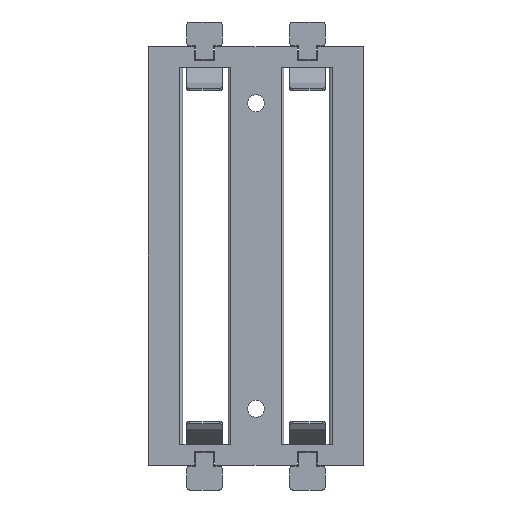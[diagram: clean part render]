
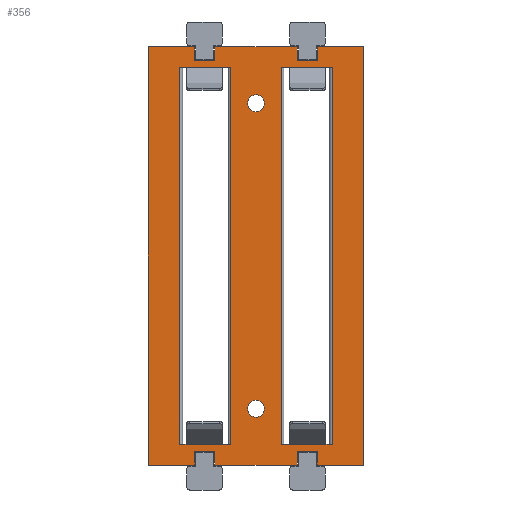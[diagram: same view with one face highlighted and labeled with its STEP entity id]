
A CAD part, front view. The second image highlights one B-rep face of the part: STEP entity #356.
In plain terms, the highlighted planar face has unit normal (0, -1, 0).
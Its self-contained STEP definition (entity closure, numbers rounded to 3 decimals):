
#99=CARTESIAN_POINT('',(0.,-9.65,3.8));
#100=DIRECTION('',(0.,1.,0.));
#101=DIRECTION('',(0.,0.,1.));
#102=AXIS2_PLACEMENT_3D('',#99,#100,#101);
#103=PLANE('',#102);
#104=CARTESIAN_POINT('',(-19.9,-9.65,77.2));
#105=VERTEX_POINT('',#104);
#106=CARTESIAN_POINT('',(-11.35,-9.65,77.2));
#107=VERTEX_POINT('',#106);
#108=CARTESIAN_POINT('',(-19.9,-9.65,77.2));
#109=DIRECTION('',(1.,0.,-0.));
#110=VECTOR('',#109,8.55);
#111=LINE('',#108,#110);
#112=EDGE_CURVE('',#105,#107,#111,.T.);
#113=ORIENTED_EDGE('',*,*,#112,.F.);
#114=CARTESIAN_POINT('',(-19.9,-9.65,0.));
#115=VERTEX_POINT('',#114);
#116=CARTESIAN_POINT('',(-19.9,-9.65,77.2));
#117=DIRECTION('',(0.,0.,-1.));
#118=VECTOR('',#117,77.2);
#119=LINE('',#116,#118);
#120=EDGE_CURVE('',#105,#115,#119,.T.);
#121=ORIENTED_EDGE('',*,*,#120,.T.);
#122=CARTESIAN_POINT('',(-11.35,-9.65,0.));
#123=VERTEX_POINT('',#122);
#124=CARTESIAN_POINT('',(-19.9,-9.65,0.));
#125=DIRECTION('',(1.,0.,-0.));
#126=VECTOR('',#125,8.55);
#127=LINE('',#124,#126);
#128=EDGE_CURVE('',#115,#123,#127,.T.);
#129=ORIENTED_EDGE('',*,*,#128,.T.);
#130=CARTESIAN_POINT('',(-11.35,-9.65,2.5));
#131=VERTEX_POINT('',#130);
#132=CARTESIAN_POINT('',(-11.35,-9.65,2.5));
#133=DIRECTION('',(0.,0.,-1.));
#134=VECTOR('',#133,2.5);
#135=LINE('',#132,#134);
#136=EDGE_CURVE('',#131,#123,#135,.T.);
#137=ORIENTED_EDGE('',*,*,#136,.F.);
#138=CARTESIAN_POINT('',(-7.65,-9.65,2.5));
#139=VERTEX_POINT('',#138);
#140=CARTESIAN_POINT('',(-7.65,-9.65,2.5));
#141=DIRECTION('',(-1.,0.,0.));
#142=VECTOR('',#141,3.7);
#143=LINE('',#140,#142);
#144=EDGE_CURVE('',#139,#131,#143,.T.);
#145=ORIENTED_EDGE('',*,*,#144,.F.);
#146=CARTESIAN_POINT('',(-7.65,-9.65,0.));
#147=VERTEX_POINT('',#146);
#148=CARTESIAN_POINT('',(-7.65,-9.65,2.5));
#149=DIRECTION('',(0.,0.,-1.));
#150=VECTOR('',#149,2.5);
#151=LINE('',#148,#150);
#152=EDGE_CURVE('',#139,#147,#151,.T.);
#153=ORIENTED_EDGE('',*,*,#152,.T.);
#154=CARTESIAN_POINT('',(7.65,-9.65,0.));
#155=VERTEX_POINT('',#154);
#156=CARTESIAN_POINT('',(-7.65,-9.65,0.));
#157=DIRECTION('',(1.,0.,-0.));
#158=VECTOR('',#157,15.3);
#159=LINE('',#156,#158);
#160=EDGE_CURVE('',#147,#155,#159,.T.);
#161=ORIENTED_EDGE('',*,*,#160,.T.);
#162=CARTESIAN_POINT('',(7.65,-9.65,2.5));
#163=VERTEX_POINT('',#162);
#164=CARTESIAN_POINT('',(7.65,-9.65,2.5));
#165=DIRECTION('',(0.,0.,-1.));
#166=VECTOR('',#165,2.5);
#167=LINE('',#164,#166);
#168=EDGE_CURVE('',#163,#155,#167,.T.);
#169=ORIENTED_EDGE('',*,*,#168,.F.);
#170=CARTESIAN_POINT('',(11.35,-9.65,2.5));
#171=VERTEX_POINT('',#170);
#172=CARTESIAN_POINT('',(11.35,-9.65,2.5));
#173=DIRECTION('',(-1.,0.,0.));
#174=VECTOR('',#173,3.7);
#175=LINE('',#172,#174);
#176=EDGE_CURVE('',#171,#163,#175,.T.);
#177=ORIENTED_EDGE('',*,*,#176,.F.);
#178=CARTESIAN_POINT('',(11.35,-9.65,0.));
#179=VERTEX_POINT('',#178);
#180=CARTESIAN_POINT('',(11.35,-9.65,2.5));
#181=DIRECTION('',(0.,0.,-1.));
#182=VECTOR('',#181,2.5);
#183=LINE('',#180,#182);
#184=EDGE_CURVE('',#171,#179,#183,.T.);
#185=ORIENTED_EDGE('',*,*,#184,.T.);
#186=CARTESIAN_POINT('',(19.9,-9.65,0.));
#187=VERTEX_POINT('',#186);
#188=CARTESIAN_POINT('',(11.35,-9.65,0.));
#189=DIRECTION('',(1.,0.,-0.));
#190=VECTOR('',#189,8.55);
#191=LINE('',#188,#190);
#192=EDGE_CURVE('',#179,#187,#191,.T.);
#193=ORIENTED_EDGE('',*,*,#192,.T.);
#194=CARTESIAN_POINT('',(19.9,-9.65,77.2));
#195=VERTEX_POINT('',#194);
#196=CARTESIAN_POINT('',(19.9,-9.65,77.2));
#197=DIRECTION('',(0.,0.,-1.));
#198=VECTOR('',#197,77.2);
#199=LINE('',#196,#198);
#200=EDGE_CURVE('',#195,#187,#199,.T.);
#201=ORIENTED_EDGE('',*,*,#200,.F.);
#202=CARTESIAN_POINT('',(11.35,-9.65,77.2));
#203=VERTEX_POINT('',#202);
#204=CARTESIAN_POINT('',(11.35,-9.65,77.2));
#205=DIRECTION('',(1.,0.,-0.));
#206=VECTOR('',#205,8.55);
#207=LINE('',#204,#206);
#208=EDGE_CURVE('',#203,#195,#207,.T.);
#209=ORIENTED_EDGE('',*,*,#208,.F.);
#210=CARTESIAN_POINT('',(11.35,-9.65,74.7));
#211=VERTEX_POINT('',#210);
#212=CARTESIAN_POINT('',(11.35,-9.65,74.7));
#213=DIRECTION('',(0.,0.,1.));
#214=VECTOR('',#213,2.5);
#215=LINE('',#212,#214);
#216=EDGE_CURVE('',#211,#203,#215,.T.);
#217=ORIENTED_EDGE('',*,*,#216,.F.);
#218=CARTESIAN_POINT('',(7.65,-9.65,74.7));
#219=VERTEX_POINT('',#218);
#220=CARTESIAN_POINT('',(11.35,-9.65,74.7));
#221=DIRECTION('',(-1.,0.,0.));
#222=VECTOR('',#221,3.7);
#223=LINE('',#220,#222);
#224=EDGE_CURVE('',#211,#219,#223,.T.);
#225=ORIENTED_EDGE('',*,*,#224,.T.);
#226=CARTESIAN_POINT('',(7.65,-9.65,77.2));
#227=VERTEX_POINT('',#226);
#228=CARTESIAN_POINT('',(7.65,-9.65,74.7));
#229=DIRECTION('',(0.,0.,1.));
#230=VECTOR('',#229,2.5);
#231=LINE('',#228,#230);
#232=EDGE_CURVE('',#219,#227,#231,.T.);
#233=ORIENTED_EDGE('',*,*,#232,.T.);
#234=CARTESIAN_POINT('',(-7.65,-9.65,77.2));
#235=VERTEX_POINT('',#234);
#236=CARTESIAN_POINT('',(-7.65,-9.65,77.2));
#237=DIRECTION('',(1.,0.,-0.));
#238=VECTOR('',#237,15.3);
#239=LINE('',#236,#238);
#240=EDGE_CURVE('',#235,#227,#239,.T.);
#241=ORIENTED_EDGE('',*,*,#240,.F.);
#242=CARTESIAN_POINT('',(-7.65,-9.65,74.7));
#243=VERTEX_POINT('',#242);
#244=CARTESIAN_POINT('',(-7.65,-9.65,74.7));
#245=DIRECTION('',(0.,0.,1.));
#246=VECTOR('',#245,2.5);
#247=LINE('',#244,#246);
#248=EDGE_CURVE('',#243,#235,#247,.T.);
#249=ORIENTED_EDGE('',*,*,#248,.F.);
#250=CARTESIAN_POINT('',(-11.35,-9.65,74.7));
#251=VERTEX_POINT('',#250);
#252=CARTESIAN_POINT('',(-7.65,-9.65,74.7));
#253=DIRECTION('',(-1.,0.,0.));
#254=VECTOR('',#253,3.7);
#255=LINE('',#252,#254);
#256=EDGE_CURVE('',#243,#251,#255,.T.);
#257=ORIENTED_EDGE('',*,*,#256,.T.);
#258=CARTESIAN_POINT('',(-11.35,-9.65,74.7));
#259=DIRECTION('',(0.,0.,1.));
#260=VECTOR('',#259,2.5);
#261=LINE('',#258,#260);
#262=EDGE_CURVE('',#251,#107,#261,.T.);
#263=ORIENTED_EDGE('',*,*,#262,.T.);
#264=EDGE_LOOP('',(#113,#121,#129,#137,#145,#153,#161,#169,#177,#185,#193,#201,#209,#217,#225,#233,#241,#249,#257,#263));
#265=FACE_BOUND('',#264,.T.);
#266=CARTESIAN_POINT('',(-4.65,-9.65,73.4));
#267=VERTEX_POINT('',#266);
#268=CARTESIAN_POINT('',(-14.05,-9.65,73.4));
#269=VERTEX_POINT('',#268);
#270=CARTESIAN_POINT('',(-4.65,-9.65,73.4));
#271=DIRECTION('',(-1.,0.,0.));
#272=VECTOR('',#271,9.4);
#273=LINE('',#270,#272);
#274=EDGE_CURVE('',#267,#269,#273,.T.);
#275=ORIENTED_EDGE('',*,*,#274,.F.);
#276=CARTESIAN_POINT('',(-4.65,-9.65,3.8));
#277=VERTEX_POINT('',#276);
#278=CARTESIAN_POINT('',(-4.65,-9.65,73.4));
#279=DIRECTION('',(-0.,-0.,-1.));
#280=VECTOR('',#279,69.6);
#281=LINE('',#278,#280);
#282=EDGE_CURVE('',#267,#277,#281,.T.);
#283=ORIENTED_EDGE('',*,*,#282,.T.);
#284=CARTESIAN_POINT('',(-14.05,-9.65,3.8));
#285=VERTEX_POINT('',#284);
#286=CARTESIAN_POINT('',(-4.65,-9.65,3.8));
#287=DIRECTION('',(-1.,0.,0.));
#288=VECTOR('',#287,9.4);
#289=LINE('',#286,#288);
#290=EDGE_CURVE('',#277,#285,#289,.T.);
#291=ORIENTED_EDGE('',*,*,#290,.T.);
#292=CARTESIAN_POINT('',(-14.05,-9.65,3.8));
#293=DIRECTION('',(0.,0.,1.));
#294=VECTOR('',#293,69.6);
#295=LINE('',#292,#294);
#296=EDGE_CURVE('',#285,#269,#295,.T.);
#297=ORIENTED_EDGE('',*,*,#296,.T.);
#298=EDGE_LOOP('',(#275,#283,#291,#297));
#299=FACE_BOUND('',#298,.T.);
#300=CARTESIAN_POINT('',(-1.55,-9.65,10.4));
#301=VERTEX_POINT('',#300);
#302=CARTESIAN_POINT('',(-0.,-9.65,10.4));
#303=DIRECTION('',(-0.,1.,0.));
#304=DIRECTION('',(-1.,-0.,0.));
#305=AXIS2_PLACEMENT_3D('',#302,#303,#304);
#306=CIRCLE('',#305,1.55);
#307=EDGE_CURVE('',#301,#301,#306,.T.);
#308=ORIENTED_EDGE('',*,*,#307,.T.);
#309=EDGE_LOOP('',(#308));
#310=FACE_BOUND('',#309,.T.);
#311=CARTESIAN_POINT('',(14.05,-9.65,3.8));
#312=VERTEX_POINT('',#311);
#313=CARTESIAN_POINT('',(4.65,-9.65,3.8));
#314=VERTEX_POINT('',#313);
#315=CARTESIAN_POINT('',(14.05,-9.65,3.8));
#316=DIRECTION('',(-1.,0.,0.));
#317=VECTOR('',#316,9.4);
#318=LINE('',#315,#317);
#319=EDGE_CURVE('',#312,#314,#318,.T.);
#320=ORIENTED_EDGE('',*,*,#319,.T.);
#321=CARTESIAN_POINT('',(4.65,-9.65,73.4));
#322=VERTEX_POINT('',#321);
#323=CARTESIAN_POINT('',(4.65,-9.65,3.8));
#324=DIRECTION('',(0.,0.,1.));
#325=VECTOR('',#324,69.6);
#326=LINE('',#323,#325);
#327=EDGE_CURVE('',#314,#322,#326,.T.);
#328=ORIENTED_EDGE('',*,*,#327,.T.);
#329=CARTESIAN_POINT('',(14.05,-9.65,73.4));
#330=VERTEX_POINT('',#329);
#331=CARTESIAN_POINT('',(14.05,-9.65,73.4));
#332=DIRECTION('',(-1.,0.,0.));
#333=VECTOR('',#332,9.4);
#334=LINE('',#331,#333);
#335=EDGE_CURVE('',#330,#322,#334,.T.);
#336=ORIENTED_EDGE('',*,*,#335,.F.);
#337=CARTESIAN_POINT('',(14.05,-9.65,73.4));
#338=DIRECTION('',(-0.,-0.,-1.));
#339=VECTOR('',#338,69.6);
#340=LINE('',#337,#339);
#341=EDGE_CURVE('',#330,#312,#340,.T.);
#342=ORIENTED_EDGE('',*,*,#341,.T.);
#343=EDGE_LOOP('',(#320,#328,#336,#342));
#344=FACE_BOUND('',#343,.T.);
#345=CARTESIAN_POINT('',(-1.55,-9.65,66.8));
#346=VERTEX_POINT('',#345);
#347=CARTESIAN_POINT('',(0.,-9.65,66.8));
#348=DIRECTION('',(0.,-1.,-0.));
#349=DIRECTION('',(-1.,-0.,0.));
#350=AXIS2_PLACEMENT_3D('',#347,#348,#349);
#351=CIRCLE('',#350,1.55);
#352=EDGE_CURVE('',#346,#346,#351,.T.);
#353=ORIENTED_EDGE('',*,*,#352,.F.);
#354=EDGE_LOOP('',(#353));
#355=FACE_BOUND('',#354,.T.);
#356=ADVANCED_FACE('',(#265,#299,#310,#344,#355),#103,.F.);
